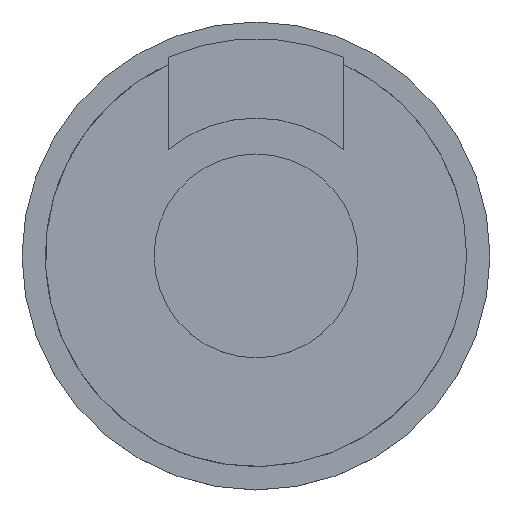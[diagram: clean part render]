
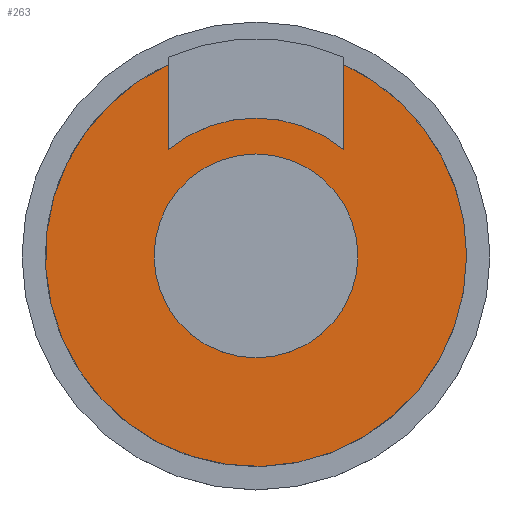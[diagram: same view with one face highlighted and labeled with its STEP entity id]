
A CAD part, top view. The second image highlights one B-rep face of the part: STEP entity #263.
In plain terms, the highlighted planar face has unit normal (0, 0, 1).
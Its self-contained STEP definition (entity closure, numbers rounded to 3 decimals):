
#36=CIRCLE('',#273,8.25);
#39=CIRCLE('',#280,12.6);
#46=CIRCLE('',#293,6.1);
#61=VERTEX_POINT('',#384);
#62=VERTEX_POINT('',#386);
#65=VERTEX_POINT('',#394);
#68=VERTEX_POINT('',#402);
#75=VERTEX_POINT('',#429);
#83=VECTOR('',#310,1.);
#90=VECTOR('',#324,1.);
#93=LINE('',#385,#83);
#100=LINE('',#403,#90);
#103=EDGE_CURVE('',#62,#61,#93,.T.);
#108=EDGE_CURVE('',#61,#65,#36,.T.);
#112=EDGE_CURVE('',#65,#68,#100,.T.);
#122=EDGE_CURVE('',#75,#75,#46,.T.);
#123=EDGE_CURVE('',#62,#68,#39,.T.);
#170=ORIENTED_EDGE('',*,*,#112,.T.);
#171=ORIENTED_EDGE('',*,*,#123,.F.);
#172=ORIENTED_EDGE('',*,*,#103,.T.);
#173=ORIENTED_EDGE('',*,*,#108,.T.);
#174=ORIENTED_EDGE('',*,*,#122,.T.);
#205=EDGE_LOOP('',(#170,#171,#172,#173));
#206=EDGE_LOOP('',(#174));
#237=FACE_BOUND('',#205,.T.);
#238=FACE_BOUND('',#206,.T.);
#263=ADVANCED_FACE('',(#237,#238),#455,.T.);
#273=AXIS2_PLACEMENT_3D('',#395,#318,#319);
#280=AXIS2_PLACEMENT_3D('',#409,#333,#334);
#293=AXIS2_PLACEMENT_3D('',#428,#357,#358);
#297=AXIS2_PLACEMENT_3D('',#434,#364,$);
#310=DIRECTION('',(0.,-1.,0.));
#318=DIRECTION('',(0.,0.,1.));
#319=DIRECTION('',(8.25,0.,0.));
#324=DIRECTION('',(0.,1.,0.));
#333=DIRECTION('',(0.,0.,-1.));
#334=DIRECTION('',(12.6,0.,0.));
#357=DIRECTION('',(0.,0.,-1.));
#358=DIRECTION('',(6.1,0.,0.));
#364=DIRECTION('',(0.,0.,1.));
#384=CARTESIAN_POINT('',(5.25,6.364,2.8));
#385=CARTESIAN_POINT('',(5.25,4.564,2.8));
#386=CARTESIAN_POINT('',(5.25,11.454,2.8));
#394=CARTESIAN_POINT('',(-5.25,6.364,2.8));
#395=CARTESIAN_POINT('',(0.,0.,2.8));
#402=CARTESIAN_POINT('',(-5.25,11.454,2.8));
#403=CARTESIAN_POINT('',(-5.25,4.564,2.8));
#409=CARTESIAN_POINT('',(0.,0.,2.8));
#428=CARTESIAN_POINT('',(0.,0.,2.8));
#429=CARTESIAN_POINT('',(6.1,0.,2.8));
#434=CARTESIAN_POINT('',(0.,0.,2.8));
#455=PLANE('',#297);
